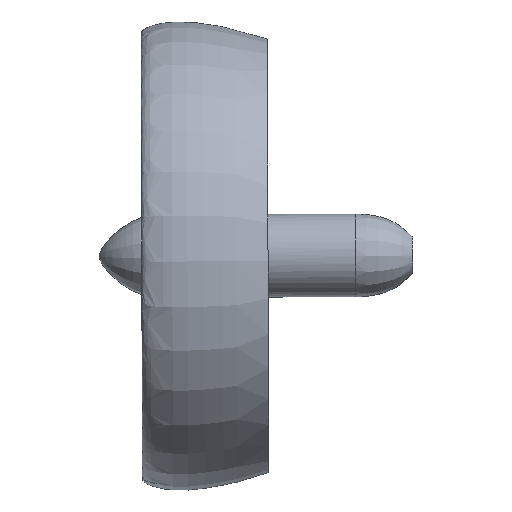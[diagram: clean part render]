
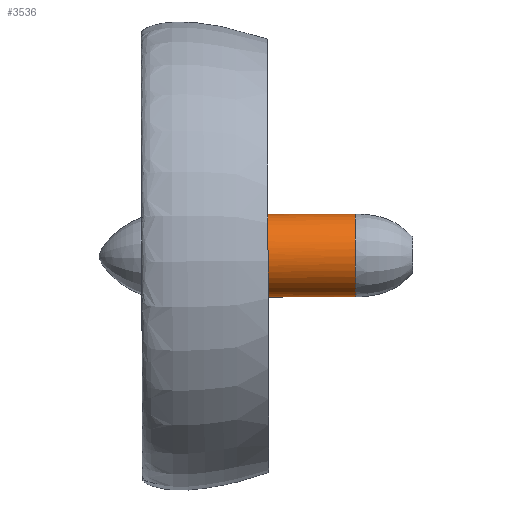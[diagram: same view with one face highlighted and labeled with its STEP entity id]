
A CAD part, front view. The second image highlights one B-rep face of the part: STEP entity #3536.
In plain terms, the highlighted cylindrical face has radius 180 mm (diameter 360 mm), a full revolution.
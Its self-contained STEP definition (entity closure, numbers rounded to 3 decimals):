
#137=CIRCLE('',#4131,180.);
#138=CIRCLE('',#4133,180.);
#139=CIRCLE('',#4135,180.);
#140=CIRCLE('',#4137,180.);
#141=CIRCLE('',#4139,180.);
#142=CIRCLE('',#4141,180.);
#143=CIRCLE('',#4143,180.);
#144=CIRCLE('',#4145,180.);
#145=CIRCLE('',#4147,180.);
#146=CIRCLE('',#4149,180.);
#148=CIRCLE('',#4152,180.);
#161=CYLINDRICAL_SURFACE('',#4153,180.);
#1286=ORIENTED_EDGE('',*,*,#1898,.F.);
#1287=ORIENTED_EDGE('',*,*,#1893,.T.);
#1288=ORIENTED_EDGE('',*,*,#1899,.F.);
#1289=ORIENTED_EDGE('',*,*,#1894,.T.);
#1290=ORIENTED_EDGE('',*,*,#1900,.F.);
#1291=ORIENTED_EDGE('',*,*,#1895,.T.);
#1292=ORIENTED_EDGE('',*,*,#1896,.F.);
#1293=ORIENTED_EDGE('',*,*,#1891,.T.);
#1294=ORIENTED_EDGE('',*,*,#1897,.F.);
#1295=ORIENTED_EDGE('',*,*,#1892,.T.);
#1296=ORIENTED_EDGE('',*,*,#1902,.T.);
#1891=EDGE_CURVE('',#2314,#2305,#137,.T.);
#1892=EDGE_CURVE('',#2304,#2329,#138,.T.);
#1893=EDGE_CURVE('',#2328,#2337,#139,.T.);
#1894=EDGE_CURVE('',#2336,#2323,#140,.T.);
#1895=EDGE_CURVE('',#2322,#2315,#141,.T.);
#1896=EDGE_CURVE('',#2314,#2315,#142,.T.);
#1897=EDGE_CURVE('',#2304,#2305,#143,.T.);
#1898=EDGE_CURVE('',#2328,#2329,#144,.T.);
#1899=EDGE_CURVE('',#2336,#2337,#145,.T.);
#1900=EDGE_CURVE('',#2322,#2323,#146,.T.);
#1902=EDGE_CURVE('',#2339,#2339,#148,.T.);
#2304=VERTEX_POINT('',#21882);
#2305=VERTEX_POINT('',#21884);
#2314=VERTEX_POINT('',#21946);
#2315=VERTEX_POINT('',#21948);
#2322=VERTEX_POINT('',#21998);
#2323=VERTEX_POINT('',#22000);
#2328=VERTEX_POINT('',#22044);
#2329=VERTEX_POINT('',#22046);
#2336=VERTEX_POINT('',#22105);
#2337=VERTEX_POINT('',#22107);
#2339=VERTEX_POINT('',#22355);
#2959=EDGE_LOOP('',(#1286,#1287,#1288,#1289,#1290,#1291,#1292,#1293,#1294,
#1295));
#2960=EDGE_LOOP('',(#1296));
#3193=FACE_BOUND('',#2959,.T.);
#3194=FACE_BOUND('',#2960,.T.);
#3536=ADVANCED_FACE('',(#3193,#3194),#161,.T.);
#4131=AXIS2_PLACEMENT_3D('',#22123,#4403,#4404);
#4133=AXIS2_PLACEMENT_3D('',#22125,#4407,#4408);
#4135=AXIS2_PLACEMENT_3D('',#22127,#4411,#4412);
#4137=AXIS2_PLACEMENT_3D('',#22129,#4415,#4416);
#4139=AXIS2_PLACEMENT_3D('',#22131,#4419,#4420);
#4141=AXIS2_PLACEMENT_3D('',#22133,#4423,#4424);
#4143=AXIS2_PLACEMENT_3D('',#22135,#4427,#4428);
#4145=AXIS2_PLACEMENT_3D('',#22137,#4431,#4432);
#4147=AXIS2_PLACEMENT_3D('',#22139,#4435,#4436);
#4149=AXIS2_PLACEMENT_3D('',#22141,#4439,#4440);
#4152=AXIS2_PLACEMENT_3D('',#22354,#4445,#4446);
#4153=AXIS2_PLACEMENT_3D('',#22356,#4447,#4448);
#4403=DIRECTION('',(1.,0.,0.003));
#4404=DIRECTION('',(-0.003,-0.023,1.));
#4407=DIRECTION('',(1.,0.,0.003));
#4408=DIRECTION('',(-0.003,-0.023,1.));
#4411=DIRECTION('',(1.,0.,0.003));
#4412=DIRECTION('',(-0.003,-0.023,1.));
#4415=DIRECTION('',(1.,0.,0.003));
#4416=DIRECTION('',(-0.003,-0.023,1.));
#4419=DIRECTION('',(1.,0.,0.003));
#4420=DIRECTION('',(-0.003,-0.023,1.));
#4423=DIRECTION('',(-1.,0.,-0.003));
#4424=DIRECTION('',(0.,1.,0.023));
#4427=DIRECTION('',(-1.,0.,-0.003));
#4428=DIRECTION('',(0.,1.,0.023));
#4431=DIRECTION('',(-1.,0.,-0.003));
#4432=DIRECTION('',(0.,1.,0.023));
#4435=DIRECTION('',(-1.,0.,-0.003));
#4436=DIRECTION('',(0.,1.,0.023));
#4439=DIRECTION('',(-1.,0.,-0.003));
#4440=DIRECTION('',(0.,1.,0.023));
#4445=DIRECTION('',(-1.,0.,-0.003));
#4446=DIRECTION('',(0.,1.,0.023));
#4447=DIRECTION('',(-1.,0.,-0.003));
#4448=DIRECTION('',(0.,1.,0.023));
#21882=CARTESIAN_POINT('',(-7039.668,7472.239,1825.116));
#21884=CARTESIAN_POINT('',(-7039.8,7343.705,1863.574));
#21946=CARTESIAN_POINT('',(-7040.032,7290.436,1933.391));
#21948=CARTESIAN_POINT('',(-7040.474,7287.293,2067.518));
#21998=CARTESIAN_POINT('',(-7040.71,7337.233,2139.754));
#22000=CARTESIAN_POINT('',(-7040.852,7463.824,2184.19));
#22044=CARTESIAN_POINT('',(-7040.122,7631.395,1964.561));
#22046=CARTESIAN_POINT('',(-7039.761,7555.1,1854.203));
#22105=CARTESIAN_POINT('',(-7040.766,7547.957,2159.017));
#22107=CARTESIAN_POINT('',(-7040.411,7629.338,2052.354));
#22123=CARTESIAN_POINT('',(-7040.259,7455.852,2004.368));
#22125=CARTESIAN_POINT('',(-7040.259,7455.852,2004.368));
#22127=CARTESIAN_POINT('',(-7040.259,7455.852,2004.368));
#22129=CARTESIAN_POINT('',(-7040.259,7455.852,2004.368));
#22131=CARTESIAN_POINT('',(-7040.259,7455.852,2004.368));
#22133=CARTESIAN_POINT('',(-7040.259,7455.852,2004.368));
#22135=CARTESIAN_POINT('',(-7040.259,7455.852,2004.368));
#22137=CARTESIAN_POINT('',(-7040.259,7455.852,2004.368));
#22139=CARTESIAN_POINT('',(-7040.259,7455.852,2004.368));
#22141=CARTESIAN_POINT('',(-7040.259,7455.852,2004.368));
#22354=CARTESIAN_POINT('',(-6590.262,7455.834,2005.851));
#22355=CARTESIAN_POINT('',(-6590.269,7635.785,2010.068));
#22356=CARTESIAN_POINT('',(-7083.478,7455.854,2004.226));
